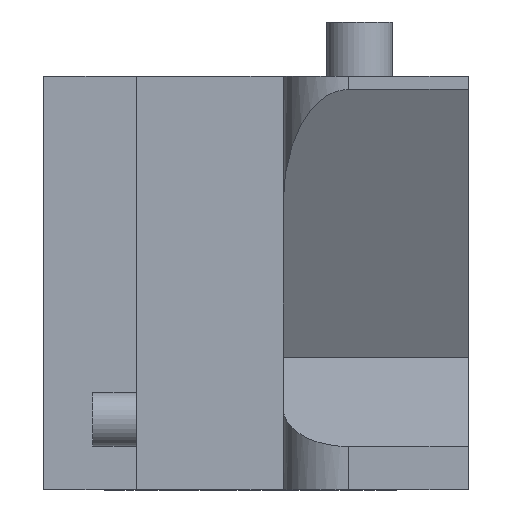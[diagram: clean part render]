
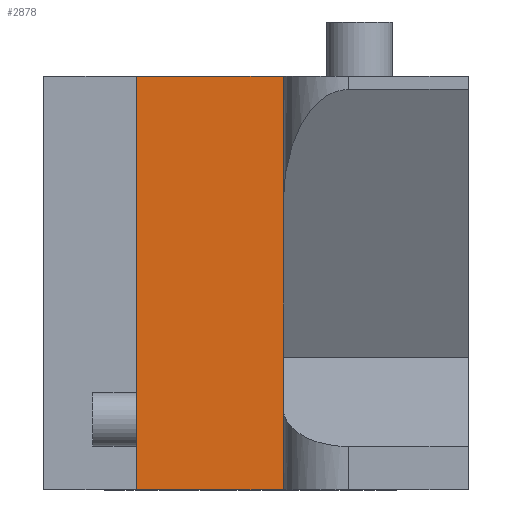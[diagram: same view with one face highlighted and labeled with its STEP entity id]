
A CAD part, left-side view. The second image highlights one B-rep face of the part: STEP entity #2878.
In plain terms, the highlighted planar face has unit normal (-1, 0, 0).
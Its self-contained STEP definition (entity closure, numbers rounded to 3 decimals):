
#1044=CARTESIAN_POINT('',(-26.5,-1.5,0.0));
#1045=VERTEX_POINT('',#1044);
#1052=CARTESIAN_POINT('',(-26.5,-1.5,-19.0));
#1053=VERTEX_POINT('',#1052);
#1054=CARTESIAN_POINT('',(-26.5,-1.5,0.0));
#1055=DIRECTION('',(0.0,0.0,-1.0));
#1056=VECTOR('',#1055,19.0);
#1057=LINE('',#1054,#1056);
#1058=EDGE_CURVE('',#1045,#1053,#1057,.T.);
#2825=CARTESIAN_POINT('',(-26.5,5.25,-19.0));
#2826=VERTEX_POINT('',#2825);
#2833=CARTESIAN_POINT('',(-26.5,5.25,0.0));
#2834=VERTEX_POINT('',#2833);
#2835=CARTESIAN_POINT('',(-26.5,5.25,0.0));
#2836=DIRECTION('',(0.0,0.0,-1.0));
#2837=VECTOR('',#2836,19.0);
#2838=LINE('',#2835,#2837);
#2839=EDGE_CURVE('',#2834,#2826,#2838,.T.);
#2857=CARTESIAN_POINT('',(-26.5,5.25,0.0));
#2858=DIRECTION('',(-1.0,0.0,0.0));
#2859=DIRECTION('',(0.0,0.0,1.0));
#2860=AXIS2_PLACEMENT_3D('',#2857,#2858,#2859);
#2861=PLANE('',#2860);
#2862=CARTESIAN_POINT('',(-26.5,5.25,-19.0));
#2863=DIRECTION('',(0.0,-1.0,0.0));
#2864=VECTOR('',#2863,6.75);
#2865=LINE('',#2862,#2864);
#2866=EDGE_CURVE('',#2826,#1053,#2865,.T.);
#2867=ORIENTED_EDGE('',*,*,#2866,.T.);
#2868=ORIENTED_EDGE('',*,*,#1058,.F.);
#2869=CARTESIAN_POINT('',(-26.5,5.25,0.0));
#2870=DIRECTION('',(0.0,-1.0,0.0));
#2871=VECTOR('',#2870,6.75);
#2872=LINE('',#2869,#2871);
#2873=EDGE_CURVE('',#2834,#1045,#2872,.T.);
#2874=ORIENTED_EDGE('',*,*,#2873,.F.);
#2875=ORIENTED_EDGE('',*,*,#2839,.T.);
#2876=EDGE_LOOP('',(#2867,#2868,#2874,#2875));
#2877=FACE_OUTER_BOUND('',#2876,.T.);
#2878=ADVANCED_FACE('',(#2877),#2861,.T.);
